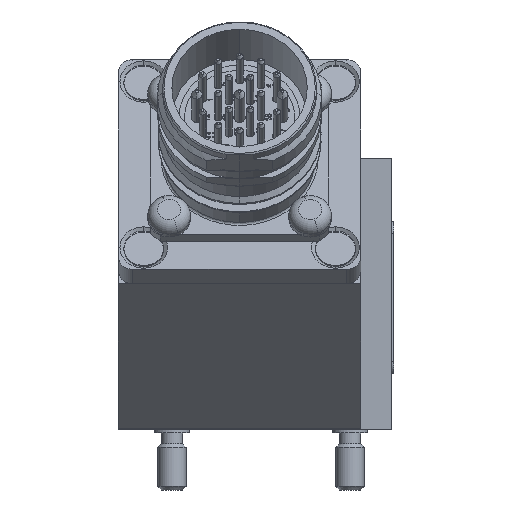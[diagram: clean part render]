
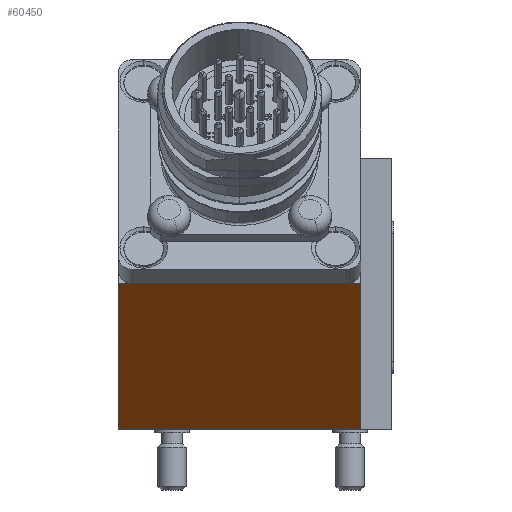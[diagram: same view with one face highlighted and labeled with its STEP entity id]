
A CAD part, left-side view. The second image highlights one B-rep face of the part: STEP entity #60450.
In plain terms, the highlighted planar face has unit normal (-0.5, 0, -0.866).
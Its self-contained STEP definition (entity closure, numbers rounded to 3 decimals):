
#4092 = DIRECTION ( 'NONE',  ( 0., -1., 0. ) ) ;
#7769 = DIRECTION ( 'NONE',  ( -0.866, 0., 0.5 ) ) ;
#14930 = LINE ( 'NONE', #15752, #153607 ) ;
#15752 = CARTESIAN_POINT ( 'NONE',  ( -48.701, 19.15, 20.455 ) ) ;
#16424 = VECTOR ( 'NONE', #20986, 1000. ) ;
#20986 = DIRECTION ( 'NONE',  ( 0., -1., 0. ) ) ;
#22133 = DIRECTION ( 'NONE',  ( 0.5, 0., 0.866 ) ) ;
#25590 = EDGE_CURVE ( 'NONE', #106456, #77672, #33516, .T. ) ;
#33516 = LINE ( 'NONE', #56900, #75773 ) ;
#44675 = EDGE_LOOP ( 'NONE', ( #147550, #136262, #118118, #59671 ) ) ;
#51104 = CARTESIAN_POINT ( 'NONE',  ( -13.504, 19.15, 0.134 ) ) ;
#56900 = CARTESIAN_POINT ( 'NONE',  ( -13.504, 19.15, 0.134 ) ) ;
#57724 = DIRECTION ( 'NONE',  ( -0.866, 0., 0.5 ) ) ;
#58850 = PLANE ( 'NONE',  #109747 ) ;
#59671 = ORIENTED_EDGE ( 'NONE', *, *, #25590, .F. ) ;
#60450 = ADVANCED_FACE ( 'NONE', ( #81447 ), #58850, .F. ) ;
#74817 = VERTEX_POINT ( 'NONE', #118020 ) ;
#75773 = VECTOR ( 'NONE', #57724, 1000. ) ;
#77672 = VERTEX_POINT ( 'NONE', #93855 ) ;
#77741 = VERTEX_POINT ( 'NONE', #133074 ) ;
#81447 = FACE_OUTER_BOUND ( 'NONE', #44675, .T. ) ;
#85344 = LINE ( 'NONE', #124573, #97437 ) ;
#93855 = CARTESIAN_POINT ( 'NONE',  ( -48.701, 19.15, 20.455 ) ) ;
#96945 = LINE ( 'NONE', #135323, #16424 ) ;
#97437 = VECTOR ( 'NONE', #7769, 1000. ) ;
#100624 = EDGE_CURVE ( 'NONE', #106456, #77741, #96945, .T. ) ;
#106456 = VERTEX_POINT ( 'NONE', #51104 ) ;
#109747 = AXIS2_PLACEMENT_3D ( 'NONE', #153693, #22133, #141225 ) ;
#111315 = EDGE_CURVE ( 'NONE', #77741, #74817, #85344, .T. ) ;
#112029 = EDGE_CURVE ( 'NONE', #77672, #74817, #14930, .T. ) ;
#118020 = CARTESIAN_POINT ( 'NONE',  ( -48.701, -14.85, 20.455 ) ) ;
#118118 = ORIENTED_EDGE ( 'NONE', *, *, #112029, .F. ) ;
#124573 = CARTESIAN_POINT ( 'NONE',  ( -13.504, -14.85, 0.134 ) ) ;
#133074 = CARTESIAN_POINT ( 'NONE',  ( -13.504, -14.85, 0.134 ) ) ;
#135323 = CARTESIAN_POINT ( 'NONE',  ( -13.504, 19.15, 0.134 ) ) ;
#136262 = ORIENTED_EDGE ( 'NONE', *, *, #111315, .T. ) ;
#141225 = DIRECTION ( 'NONE',  ( 0.866, 0., -0.5 ) ) ;
#147550 = ORIENTED_EDGE ( 'NONE', *, *, #100624, .T. ) ;
#153607 = VECTOR ( 'NONE', #4092, 1000. ) ;
#153693 = CARTESIAN_POINT ( 'NONE',  ( -13.504, 19.15, 0.134 ) ) ;
